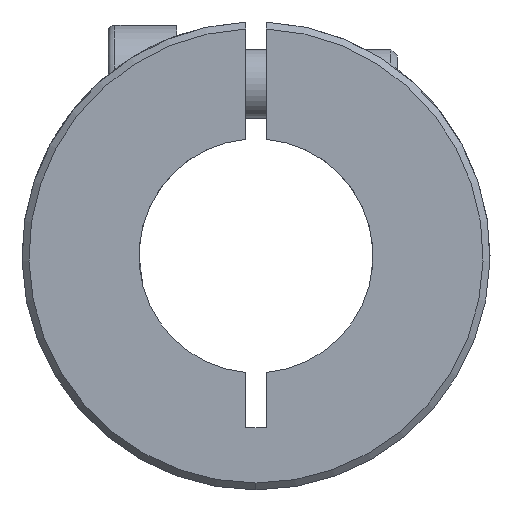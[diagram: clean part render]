
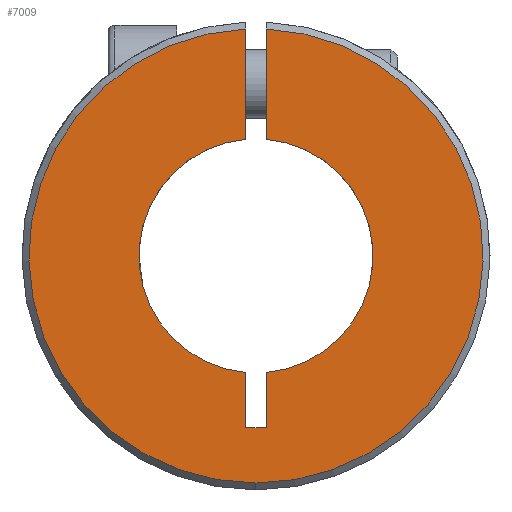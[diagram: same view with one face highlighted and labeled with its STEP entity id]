
A CAD part, left-side view. The second image highlights one B-rep face of the part: STEP entity #7009.
In plain terms, the highlighted planar face has unit normal (-1, 0, 0).
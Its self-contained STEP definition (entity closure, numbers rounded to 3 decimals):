
#527 = ORIENTED_EDGE ( 'NONE', *, *, #1306, .T. ) ;
#673 = CARTESIAN_POINT ( 'NONE',  ( -25., 0., -16.5 ) ) ;
#677 = VECTOR ( 'NONE', #5633, 1000. ) ;
#706 = CARTESIAN_POINT ( 'NONE',  ( -25., 0.75, 8.467 ) ) ;
#762 = VECTOR ( 'NONE', #7224, 1000. ) ;
#798 = EDGE_CURVE ( 'NONE', #2235, #1719, #2769, .T. ) ;
#918 = ORIENTED_EDGE ( 'NONE', *, *, #4741, .T. ) ;
#1099 = CIRCLE ( 'NONE', #4157, 8.5 ) ;
#1109 = VERTEX_POINT ( 'NONE', #673 ) ;
#1158 = CARTESIAN_POINT ( 'NONE',  ( -25., 0.75, -8.467 ) ) ;
#1180 = CARTESIAN_POINT ( 'NONE',  ( -25., -0.75, -12.5 ) ) ;
#1306 = EDGE_CURVE ( 'NONE', #1109, #4906, #5695, .T. ) ;
#1343 = LINE ( 'NONE', #2460, #2034 ) ;
#1352 = VECTOR ( 'NONE', #4641, 1000. ) ;
#1367 = AXIS2_PLACEMENT_3D ( 'NONE', #3178, #3755, #2656 ) ;
#1433 = EDGE_CURVE ( 'NONE', #3140, #4486, #1939, .T. ) ;
#1628 = DIRECTION ( 'NONE',  ( 0., 0., 1. ) ) ;
#1648 = CARTESIAN_POINT ( 'NONE',  ( -25., 0.75, -12.5 ) ) ;
#1719 = VERTEX_POINT ( 'NONE', #1158 ) ;
#1939 = CIRCLE ( 'NONE', #4678, 8.5 ) ;
#1959 = VERTEX_POINT ( 'NONE', #4532 ) ;
#2034 = VECTOR ( 'NONE', #5658, 1000. ) ;
#2082 = ORIENTED_EDGE ( 'NONE', *, *, #5165, .T. ) ;
#2235 = VERTEX_POINT ( 'NONE', #4049 ) ;
#2374 = CARTESIAN_POINT ( 'NONE',  ( -25., 0., 0. ) ) ;
#2449 = DIRECTION ( 'NONE',  ( 1., 0., 0. ) ) ;
#2460 = CARTESIAN_POINT ( 'NONE',  ( -25., -0.75, -12.5 ) ) ;
#2531 = AXIS2_PLACEMENT_3D ( 'NONE', #2374, #5780, #2930 ) ;
#2644 = LINE ( 'NONE', #4360, #4034 ) ;
#2656 = DIRECTION ( 'NONE',  ( 0., 0., -1. ) ) ;
#2769 = LINE ( 'NONE', #1648, #677 ) ;
#2796 = ORIENTED_EDGE ( 'NONE', *, *, #798, .T. ) ;
#2930 = DIRECTION ( 'NONE',  ( 0., 0., -1. ) ) ;
#3017 = VERTEX_POINT ( 'NONE', #706 ) ;
#3041 = EDGE_CURVE ( 'NONE', #4486, #4906, #6858, .T. ) ;
#3140 = VERTEX_POINT ( 'NONE', #5707 ) ;
#3178 = CARTESIAN_POINT ( 'NONE',  ( -25., 0., 0. ) ) ;
#3422 = EDGE_CURVE ( 'NONE', #1959, #1109, #4187, .T. ) ;
#3483 = DIRECTION ( 'NONE',  ( 0., 0., -1. ) ) ;
#3561 = ORIENTED_EDGE ( 'NONE', *, *, #3422, .T. ) ;
#3576 = ORIENTED_EDGE ( 'NONE', *, *, #3041, .F. ) ;
#3755 = DIRECTION ( 'NONE',  ( -1., 0., 0. ) ) ;
#3897 = EDGE_CURVE ( 'NONE', #3017, #1719, #1099, .T. ) ;
#3966 = LINE ( 'NONE', #6593, #762 ) ;
#4034 = VECTOR ( 'NONE', #1628, 1000. ) ;
#4049 = CARTESIAN_POINT ( 'NONE',  ( -25., 0.75, -12.5 ) ) ;
#4051 = CARTESIAN_POINT ( 'NONE',  ( -25., 0., 0. ) ) ;
#4092 = DIRECTION ( 'NONE',  ( 0., 0., 1. ) ) ;
#4157 = AXIS2_PLACEMENT_3D ( 'NONE', #4051, #6817, #4092 ) ;
#4187 = CIRCLE ( 'NONE', #1367, 16.5 ) ;
#4262 = CARTESIAN_POINT ( 'NONE',  ( -25., -0.75, 8.467 ) ) ;
#4360 = CARTESIAN_POINT ( 'NONE',  ( -25., 0.75, -12.5 ) ) ;
#4479 = FACE_OUTER_BOUND ( 'NONE', #6568, .T. ) ;
#4486 = VERTEX_POINT ( 'NONE', #4262 ) ;
#4532 = CARTESIAN_POINT ( 'NONE',  ( -25., 0.75, 16.483 ) ) ;
#4641 = DIRECTION ( 'NONE',  ( 0., 0., 1. ) ) ;
#4656 = EDGE_CURVE ( 'NONE', #4992, #3140, #3966, .T. ) ;
#4678 = AXIS2_PLACEMENT_3D ( 'NONE', #4960, #6027, #4900 ) ;
#4698 = CARTESIAN_POINT ( 'NONE',  ( -25., -0.75, -12.5 ) ) ;
#4741 = EDGE_CURVE ( 'NONE', #4992, #2235, #1343, .T. ) ;
#4744 = ORIENTED_EDGE ( 'NONE', *, *, #3897, .F. ) ;
#4900 = DIRECTION ( 'NONE',  ( 0., 0., 1. ) ) ;
#4906 = VERTEX_POINT ( 'NONE', #6667 ) ;
#4960 = CARTESIAN_POINT ( 'NONE',  ( -25., 0., 0. ) ) ;
#4992 = VERTEX_POINT ( 'NONE', #4698 ) ;
#5149 = CARTESIAN_POINT ( 'NONE',  ( -25., 8.5, 0. ) ) ;
#5165 = EDGE_CURVE ( 'NONE', #3017, #1959, #2644, .T. ) ;
#5194 = ORIENTED_EDGE ( 'NONE', *, *, #1433, .F. ) ;
#5633 = DIRECTION ( 'NONE',  ( 0., 0., 1. ) ) ;
#5658 = DIRECTION ( 'NONE',  ( 0., 1., 0. ) ) ;
#5695 = CIRCLE ( 'NONE', #2531, 16.5 ) ;
#5707 = CARTESIAN_POINT ( 'NONE',  ( -25., -0.75, -8.467 ) ) ;
#5780 = DIRECTION ( 'NONE',  ( -1., 0., 0. ) ) ;
#6027 = DIRECTION ( 'NONE',  ( -1., 0., 0. ) ) ;
#6106 = PLANE ( 'NONE',  #7238 ) ;
#6317 = ORIENTED_EDGE ( 'NONE', *, *, #4656, .F. ) ;
#6568 = EDGE_LOOP ( 'NONE', ( #2082, #3561, #527, #3576, #5194, #6317, #918, #2796, #4744 ) ) ;
#6593 = CARTESIAN_POINT ( 'NONE',  ( -25., -0.75, -12.5 ) ) ;
#6667 = CARTESIAN_POINT ( 'NONE',  ( -25., -0.75, 16.483 ) ) ;
#6817 = DIRECTION ( 'NONE',  ( -1., 0., 0. ) ) ;
#6858 = LINE ( 'NONE', #1180, #1352 ) ;
#7009 = ADVANCED_FACE ( 'NONE', ( #4479 ), #6106, .F. ) ;
#7224 = DIRECTION ( 'NONE',  ( 0., 0., 1. ) ) ;
#7238 = AXIS2_PLACEMENT_3D ( 'NONE', #5149, #2449, #3483 ) ;
